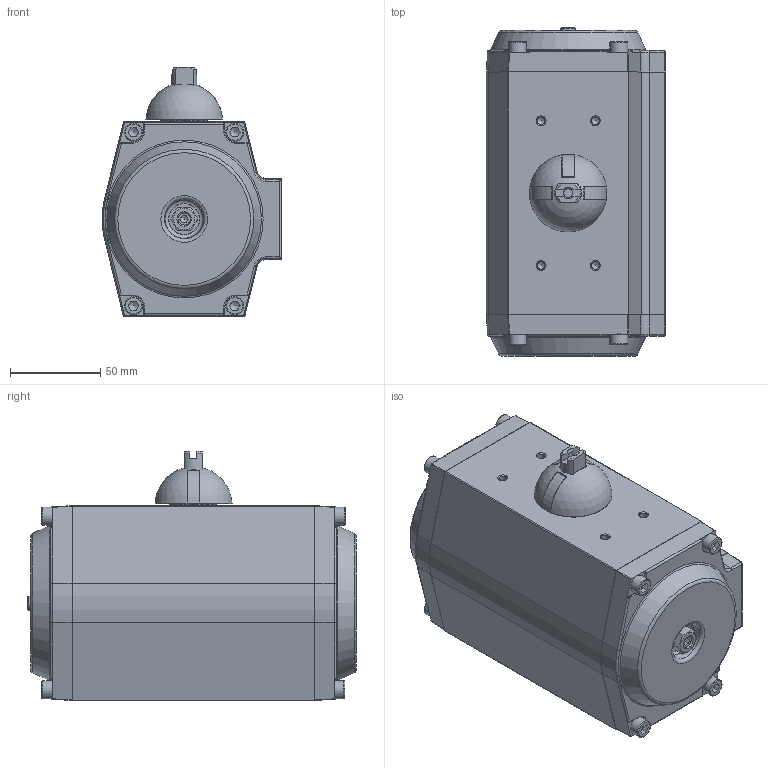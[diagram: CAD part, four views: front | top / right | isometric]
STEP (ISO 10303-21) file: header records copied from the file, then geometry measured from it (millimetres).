
FILE_DESCRIPTION(/* description */ ('Unknown'),/* implementation_level */ '2;1');
FILE_NAME(/* name */ 'GTA-83x90',/* time_stamp */ '2018-10-01T11:19:00+02:00',/* author */ ('Unknown'),/* organization */ ('Unknown'),/* preprocessor_version */ 'ST-DEVELOPER v16.7',/* originating_system */ 'DEX',/* authorisation */ $);
FILE_SCHEMA (('TECHNICAL_DATA_PACKAGING','AUTOMOTIVE_DESIGN {1 0 10303 214 3 1 1}'));
Length unit declared in the file: millimetre
Products named in the file (1): GTA-83x90
Bounding box: 99.35 x 181.5 x 137.9 mm (x, y, z)
Surface area: 139588.1 mm2 (no closed solid volume)
Topology: 0 solids, 30 shells, 502 faces, 1546 edges, 1032 vertices
Faces by surface type: plane 212, cylinder 147, cone 78, torus 38, bspline 26, sphere 1
Full cylindrical faces by diameter (mm): 4.2 x9, 4.5 x1, 4.917 x1, 5 x4, 6.647 x2, 6.8 x4, 8 x1, 8.7 x2, 10 x8, 14 x1, 22.5 x1, 26 x1, 32.3 x1, 83.4 x1
Entity records: 18132 total; most frequent: CARTESIAN_POINT 4797, DIRECTION 2748, ORIENTED_EDGE 2282, EDGE_CURVE 1343, AXIS2_PLACEMENT_3D 1054, VERTEX_POINT 993, FACE_BOUND 689, EDGE_LOOP 662
